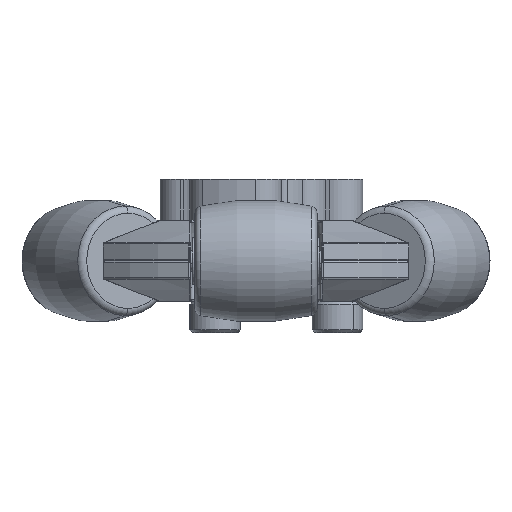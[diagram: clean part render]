
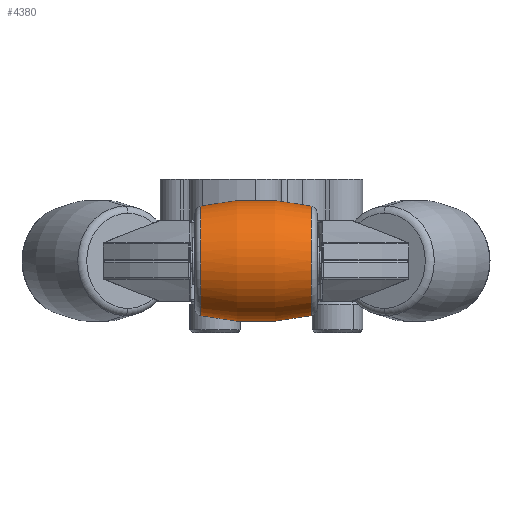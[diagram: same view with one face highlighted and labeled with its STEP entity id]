
A CAD part, left-side view. The second image highlights one B-rep face of the part: STEP entity #4380.
In plain terms, the highlighted toroidal (fillet/blend) face has major radius 28.575 mm and minor radius 38.1 mm.
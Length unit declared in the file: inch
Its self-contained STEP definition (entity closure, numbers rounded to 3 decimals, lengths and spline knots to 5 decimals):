
#103 = AXIS2_PLACEMENT_3D ( 'NONE', #26643, #709, #23043 ) ;
#709 = DIRECTION ( 'NONE',  ( -1., 0., 0. ) ) ;
#1071 = CARTESIAN_POINT ( 'NONE',  ( 0.375, 0., -1.125 ) ) ;
#1277 = VERTEX_POINT ( 'NONE', #36558 ) ;
#4380 = ADVANCED_FACE ( 'NONE', ( #28417 ), #12060, .T. ) ;
#4786 = CIRCLE ( 'NONE', #103, 0.33591 ) ;
#5080 = EDGE_CURVE ( 'NONE', #39010, #24244, #47179, .T. ) ;
#7326 = CARTESIAN_POINT ( 'NONE',  ( 0.03479, 0., 0. ) ) ;
#8045 = DIRECTION ( 'NONE',  ( 0., 0., -1. ) ) ;
#8184 = CARTESIAN_POINT ( 'NONE',  ( 0.03479, 0., 0.33591 ) ) ;
#8372 = ORIENTED_EDGE ( 'NONE', *, *, #30029, .T. ) ;
#8654 = CARTESIAN_POINT ( 'NONE',  ( 0.375, 0., 1.125 ) ) ;
#9734 = CIRCLE ( 'NONE', #25224, 0.33591 ) ;
#11045 = ORIENTED_EDGE ( 'NONE', *, *, #38264, .T. ) ;
#12060 = TOROIDAL_SURFACE ( 'NONE', #27563, -1.125, 1.5 ) ;
#12560 = EDGE_CURVE ( 'NONE', #1277, #44559, #35852, .T. ) ;
#12944 = DIRECTION ( 'NONE',  ( 0., 0., -1. ) ) ;
#18766 = AXIS2_PLACEMENT_3D ( 'NONE', #8654, #30702, #23935 ) ;
#20670 = DIRECTION ( 'NONE',  ( 0., 0., 1. ) ) ;
#23043 = DIRECTION ( 'NONE',  ( 0., 0., 1. ) ) ;
#23935 = DIRECTION ( 'NONE',  ( 0., 0., 1. ) ) ;
#24244 = VERTEX_POINT ( 'NONE', #8184 ) ;
#25224 = AXIS2_PLACEMENT_3D ( 'NONE', #7326, #41030, #8045 ) ;
#26643 = CARTESIAN_POINT ( 'NONE',  ( 0.71521, 0., 0. ) ) ;
#27563 = AXIS2_PLACEMENT_3D ( 'NONE', #46647, #46882, #20670 ) ;
#28417 = FACE_OUTER_BOUND ( 'NONE', #43795, .T. ) ;
#30029 = EDGE_CURVE ( 'NONE', #44559, #24244, #9734, .T. ) ;
#30702 = DIRECTION ( 'NONE',  ( 0., 1., 0. ) ) ;
#31565 = ORIENTED_EDGE ( 'NONE', *, *, #5080, .F. ) ;
#35852 = CIRCLE ( 'NONE', #18766, 1.5 ) ;
#36558 = CARTESIAN_POINT ( 'NONE',  ( 0.71521, 0., -0.33591 ) ) ;
#38264 = EDGE_CURVE ( 'NONE', #39010, #1277, #4786, .T. ) ;
#39010 = VERTEX_POINT ( 'NONE', #45240 ) ;
#39675 = CARTESIAN_POINT ( 'NONE',  ( 0.03479, 0., -0.33591 ) ) ;
#40397 = ORIENTED_EDGE ( 'NONE', *, *, #12560, .T. ) ;
#41030 = DIRECTION ( 'NONE',  ( 1., 0., 0. ) ) ;
#43795 = EDGE_LOOP ( 'NONE', ( #11045, #40397, #8372, #31565 ) ) ;
#44037 = AXIS2_PLACEMENT_3D ( 'NONE', #1071, #46201, #12944 ) ;
#44559 = VERTEX_POINT ( 'NONE', #39675 ) ;
#45240 = CARTESIAN_POINT ( 'NONE',  ( 0.71521, 0., 0.33591 ) ) ;
#46201 = DIRECTION ( 'NONE',  ( 0., -1., 0. ) ) ;
#46647 = CARTESIAN_POINT ( 'NONE',  ( 0.375, 0., 0. ) ) ;
#46882 = DIRECTION ( 'NONE',  ( -1., 0., 0. ) ) ;
#47179 = CIRCLE ( 'NONE', #44037, 1.5 ) ;
